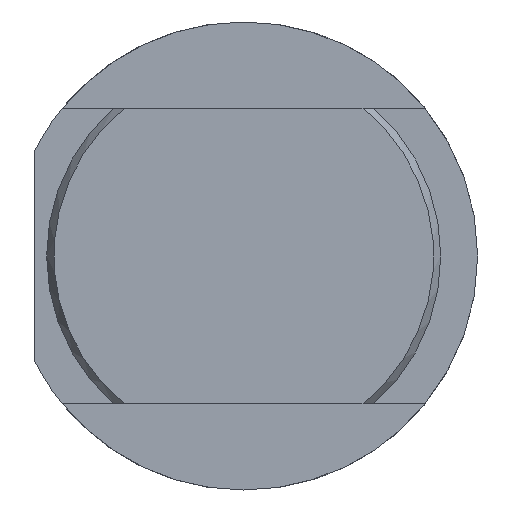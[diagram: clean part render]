
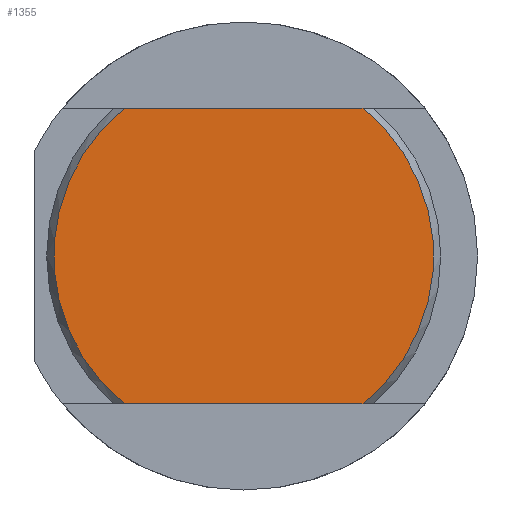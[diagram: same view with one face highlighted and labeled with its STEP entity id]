
A CAD part, left-side view. The second image highlights one B-rep face of the part: STEP entity #1355.
In plain terms, the highlighted planar face has unit normal (-1, 0, 0).
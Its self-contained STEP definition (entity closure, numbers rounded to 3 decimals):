
#216 = CARTESIAN_POINT ( 'NONE',  ( 0., 4.844, 6. ) ) ;
#218 = CARTESIAN_POINT ( 'NONE',  ( 0., 4.844, -6. ) ) ;
#223 = CARTESIAN_POINT ( 'NONE',  ( 0., -4.844, -6. ) ) ;
#224 = CARTESIAN_POINT ( 'NONE',  ( 0., -4.844, 6. ) ) ;
#410 = VERTEX_POINT ( 'NONE', #224 ) ;
#411 = VERTEX_POINT ( 'NONE', #223 ) ;
#416 = VERTEX_POINT ( 'NONE', #218 ) ;
#418 = VERTEX_POINT ( 'NONE', #216 ) ;
#544 = AXIS2_PLACEMENT_3D ( 'NONE', #2227, #2245, #2246 ) ;
#583 = AXIS2_PLACEMENT_3D ( 'NONE', #1998, #2001, #2002 ) ;
#819 = EDGE_CURVE ( 'NONE', #418, #410, #3328, .T. ) ;
#820 = EDGE_CURVE ( 'NONE', #411, #410, #3332, .T. ) ;
#822 = EDGE_CURVE ( 'NONE', #411, #416, #3333, .T. ) ;
#914 = EDGE_CURVE ( 'NONE', #418, #416, #3461, .T. ) ;
#1089 = EDGE_LOOP ( 'NONE', ( #1574, #1570, #1571, #1569 ) ) ;
#1355 = ADVANCED_FACE ( 'NONE', ( #3626 ), #2545, .F. ) ;
#1569 = ORIENTED_EDGE ( 'NONE', *, *, #822, .F. ) ;
#1570 = ORIENTED_EDGE ( 'NONE', *, *, #819, .F. ) ;
#1571 = ORIENTED_EDGE ( 'NONE', *, *, #914, .T. ) ;
#1574 = ORIENTED_EDGE ( 'NONE', *, *, #820, .T. ) ;
#1967 = CARTESIAN_POINT ( 'NONE',  ( 0., 7.365, 6. ) ) ;
#1998 = CARTESIAN_POINT ( 'NONE',  ( 0., 0., 0. ) ) ;
#1999 = DIRECTION ( 'NONE',  ( 0., -1., 0. ) ) ;
#2001 = DIRECTION ( 'NONE',  ( -1., 0., 0. ) ) ;
#2002 = DIRECTION ( 'NONE',  ( 0., 0., -1. ) ) ;
#2005 = CARTESIAN_POINT ( 'NONE',  ( 0., 7.365, -6. ) ) ;
#2006 = DIRECTION ( 'NONE',  ( 0., 1., 0. ) ) ;
#2227 = CARTESIAN_POINT ( 'NONE',  ( 0., 0., 0. ) ) ;
#2245 = DIRECTION ( 'NONE',  ( -1., 0., 0. ) ) ;
#2246 = DIRECTION ( 'NONE',  ( 0., 0., -1. ) ) ;
#2544 = CARTESIAN_POINT ( 'NONE',  ( 0., 0., 0. ) ) ;
#2545 = PLANE ( 'NONE',  #2861 ) ;
#2546 = DIRECTION ( 'NONE',  ( 1., 0., 0. ) ) ;
#2547 = DIRECTION ( 'NONE',  ( 0., 0., -1. ) ) ;
#2861 = AXIS2_PLACEMENT_3D ( 'NONE', #2544, #2546, #2547 ) ;
#3309 = VECTOR ( 'NONE', #1999, 1000. ) ;
#3328 = LINE ( 'NONE', #1967, #3309 ) ;
#3332 = CIRCLE ( 'NONE', #583, 7.711 ) ;
#3333 = LINE ( 'NONE', #2005, #3334 ) ;
#3334 = VECTOR ( 'NONE', #2006, 1000. ) ;
#3461 = CIRCLE ( 'NONE', #544, 7.711 ) ;
#3626 = FACE_OUTER_BOUND ( 'NONE', #1089, .T. ) ;
